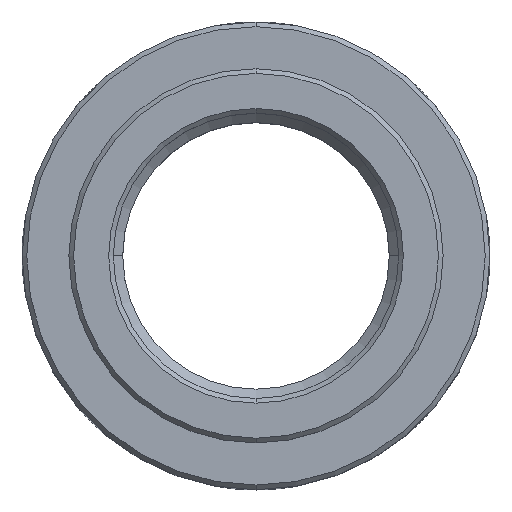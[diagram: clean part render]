
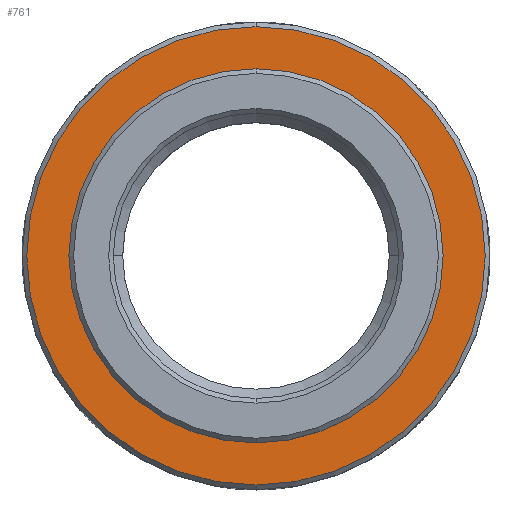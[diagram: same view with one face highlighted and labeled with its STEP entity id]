
A CAD part, top view. The second image highlights one B-rep face of the part: STEP entity #761.
In plain terms, the highlighted planar face has unit normal (0, 0, 1).
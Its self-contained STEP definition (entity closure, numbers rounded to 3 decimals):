
#63 = EDGE_CURVE ( 'NONE', #2382, #2383, #513, .T. ) ;
#244 = ORIENTED_EDGE ( 'NONE', *, *, #63, .F. ) ;
#245 = ORIENTED_EDGE ( 'NONE', *, *, #787, .F. ) ;
#246 = ORIENTED_EDGE ( 'NONE', *, *, #2612, .F. ) ;
#247 = ORIENTED_EDGE ( 'NONE', *, *, #815, .F. ) ;
#343 = EDGE_LOOP ( 'NONE', ( #246, #247 ) ) ;
#354 = EDGE_LOOP ( 'NONE', ( #244, #245 ) ) ;
#513 = CIRCLE ( 'NONE', #839, 20. ) ;
#641 = FACE_OUTER_BOUND ( 'NONE', #343, .T. ) ;
#648 = FACE_BOUND ( 'NONE', #354, .T. ) ;
#699 = CIRCLE ( 'NONE', #918, 20. ) ;
#761 = ADVANCED_FACE ( 'NONE', ( #648, #641 ), #1222, .F. ) ;
#787 = EDGE_CURVE ( 'NONE', #2383, #2382, #699, .T. ) ;
#815 = EDGE_CURVE ( 'NONE', #2363, #2340, #2278, .T. ) ;
#839 = AXIS2_PLACEMENT_3D ( 'NONE', #1019, #1020, #1021 ) ;
#899 = AXIS2_PLACEMENT_3D ( 'NONE', #1153, #1223, #1224 ) ;
#918 = AXIS2_PLACEMENT_3D ( 'NONE', #1279, #1294, #1295 ) ;
#942 = AXIS2_PLACEMENT_3D ( 'NONE', #1365, #1372, #1373 ) ;
#948 = AXIS2_PLACEMENT_3D ( 'NONE', #2233, #2235, #2236 ) ;
#1019 = CARTESIAN_POINT ( 'NONE',  ( 0., 0., 8. ) ) ;
#1020 = DIRECTION ( 'NONE',  ( 0., 0., 1. ) ) ;
#1021 = DIRECTION ( 'NONE',  ( 0., -1., 0. ) ) ;
#1153 = CARTESIAN_POINT ( 'NONE',  ( 0., 25., 8. ) ) ;
#1222 = PLANE ( 'NONE',  #899 ) ;
#1223 = DIRECTION ( 'NONE',  ( 0., 0., -1. ) ) ;
#1224 = DIRECTION ( 'NONE',  ( 0., 1., 0. ) ) ;
#1279 = CARTESIAN_POINT ( 'NONE',  ( 0., 0., 8. ) ) ;
#1294 = DIRECTION ( 'NONE',  ( 0., 0., 1. ) ) ;
#1295 = DIRECTION ( 'NONE',  ( 0., -1., 0. ) ) ;
#1365 = CARTESIAN_POINT ( 'NONE',  ( 0., 0., 8. ) ) ;
#1372 = DIRECTION ( 'NONE',  ( 0., 0., -1. ) ) ;
#1373 = DIRECTION ( 'NONE',  ( 0., 1., 0. ) ) ;
#1596 = CARTESIAN_POINT ( 'NONE',  ( 0., 24.5, 8. ) ) ;
#1618 = CARTESIAN_POINT ( 'NONE',  ( 0., -24.5, 8. ) ) ;
#1637 = CARTESIAN_POINT ( 'NONE',  ( 0., -20., 8. ) ) ;
#1638 = CARTESIAN_POINT ( 'NONE',  ( 0., 20., 8. ) ) ;
#2233 = CARTESIAN_POINT ( 'NONE',  ( 0., 0., 8. ) ) ;
#2235 = DIRECTION ( 'NONE',  ( 0., 0., -1. ) ) ;
#2236 = DIRECTION ( 'NONE',  ( 0., 1., 0. ) ) ;
#2278 = CIRCLE ( 'NONE', #942, 24.5 ) ;
#2317 = CIRCLE ( 'NONE', #948, 24.5 ) ;
#2340 = VERTEX_POINT ( 'NONE', #1596 ) ;
#2363 = VERTEX_POINT ( 'NONE', #1618 ) ;
#2382 = VERTEX_POINT ( 'NONE', #1637 ) ;
#2383 = VERTEX_POINT ( 'NONE', #1638 ) ;
#2612 = EDGE_CURVE ( 'NONE', #2340, #2363, #2317, .T. ) ;
